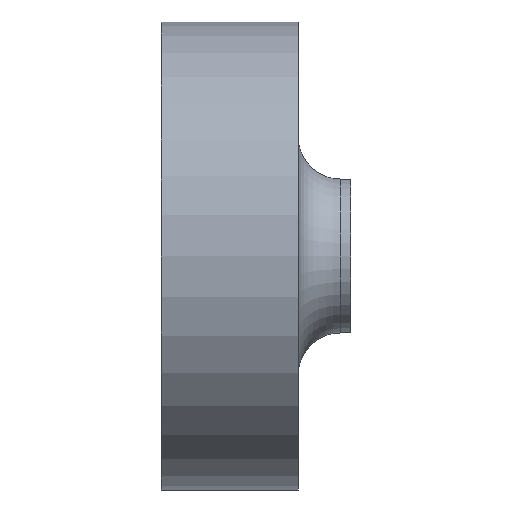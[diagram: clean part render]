
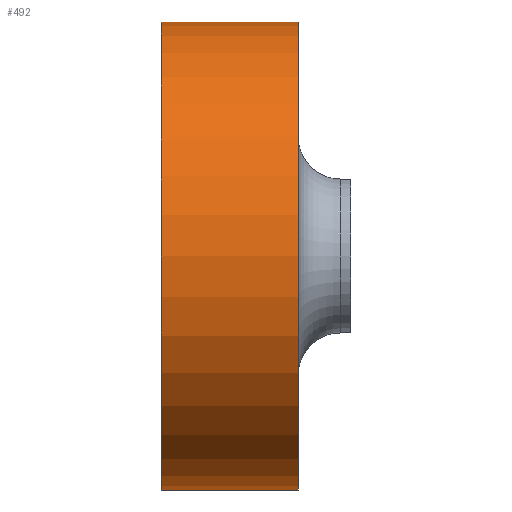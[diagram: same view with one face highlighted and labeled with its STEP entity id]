
A CAD part, front view. The second image highlights one B-rep face of the part: STEP entity #492.
In plain terms, the highlighted cylindrical face has radius 11.1 mm (diameter 22.2 mm), a partial arc.
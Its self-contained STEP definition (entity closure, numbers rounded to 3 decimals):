
#5 = VERTEX_POINT ( 'NONE', #287 ) ;
#28 = LINE ( 'NONE', #636, #560 ) ;
#40 = CIRCLE ( 'NONE', #215, 11.1 ) ;
#106 = CARTESIAN_POINT ( 'NONE',  ( 2.5, 0., 0. ) ) ;
#132 = DIRECTION ( 'NONE',  ( 0., 0., -1. ) ) ;
#142 = DIRECTION ( 'NONE',  ( -1., 0., 0. ) ) ;
#167 = ORIENTED_EDGE ( 'NONE', *, *, #373, .F. ) ;
#189 = VECTOR ( 'NONE', #674, 1000. ) ;
#193 = DIRECTION ( 'NONE',  ( 1., 0., 0. ) ) ;
#201 = CIRCLE ( 'NONE', #603, 11.1 ) ;
#207 = ORIENTED_EDGE ( 'NONE', *, *, #417, .T. ) ;
#215 = AXIS2_PLACEMENT_3D ( 'NONE', #604, #441, #271 ) ;
#244 = VERTEX_POINT ( 'NONE', #389 ) ;
#251 = VERTEX_POINT ( 'NONE', #279 ) ;
#271 = DIRECTION ( 'NONE',  ( 0., 0., -1. ) ) ;
#279 = CARTESIAN_POINT ( 'NONE',  ( 4., 0., 11.1 ) ) ;
#287 = CARTESIAN_POINT ( 'NONE',  ( -2.5, 0., -11.1 ) ) ;
#301 = LINE ( 'NONE', #364, #189 ) ;
#344 = AXIS2_PLACEMENT_3D ( 'NONE', #106, #638, #644 ) ;
#364 = CARTESIAN_POINT ( 'NONE',  ( 2.5, 0., -11.1 ) ) ;
#373 = EDGE_CURVE ( 'NONE', #244, #5, #301, .T. ) ;
#381 = EDGE_CURVE ( 'NONE', #251, #244, #201, .T. ) ;
#389 = CARTESIAN_POINT ( 'NONE',  ( 4., 0., -11.1 ) ) ;
#403 = VERTEX_POINT ( 'NONE', #416 ) ;
#407 = ORIENTED_EDGE ( 'NONE', *, *, #381, .F. ) ;
#416 = CARTESIAN_POINT ( 'NONE',  ( -2.5, 0., 11.1 ) ) ;
#417 = EDGE_CURVE ( 'NONE', #251, #403, #28, .T. ) ;
#426 = CYLINDRICAL_SURFACE ( 'NONE', #344, 11.1 ) ;
#441 = DIRECTION ( 'NONE',  ( 1., 0., 0. ) ) ;
#461 = ORIENTED_EDGE ( 'NONE', *, *, #626, .T. ) ;
#486 = EDGE_LOOP ( 'NONE', ( #461, #167, #407, #207 ) ) ;
#492 = ADVANCED_FACE ( 'NONE', ( #641 ), #426, .T. ) ;
#518 = CARTESIAN_POINT ( 'NONE',  ( 4., 0., 0. ) ) ;
#560 = VECTOR ( 'NONE', #142, 1000. ) ;
#603 = AXIS2_PLACEMENT_3D ( 'NONE', #518, #193, #132 ) ;
#604 = CARTESIAN_POINT ( 'NONE',  ( -2.5, 0., 0. ) ) ;
#626 = EDGE_CURVE ( 'NONE', #403, #5, #40, .T. ) ;
#636 = CARTESIAN_POINT ( 'NONE',  ( 2.5, 0., 11.1 ) ) ;
#638 = DIRECTION ( 'NONE',  ( -1., 0., 0. ) ) ;
#641 = FACE_OUTER_BOUND ( 'NONE', #486, .T. ) ;
#644 = DIRECTION ( 'NONE',  ( 0., 0., 1. ) ) ;
#674 = DIRECTION ( 'NONE',  ( -1., 0., 0. ) ) ;
